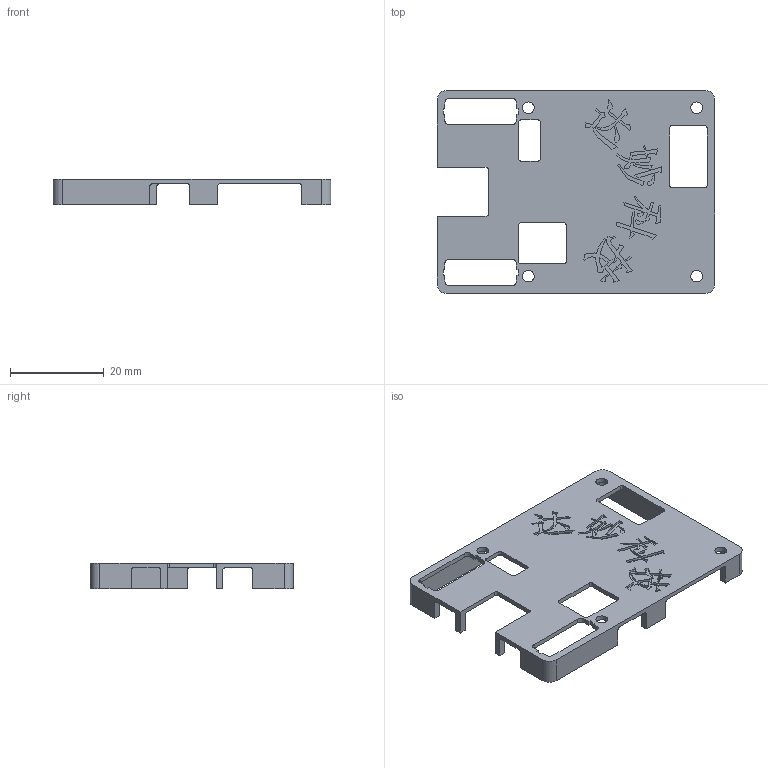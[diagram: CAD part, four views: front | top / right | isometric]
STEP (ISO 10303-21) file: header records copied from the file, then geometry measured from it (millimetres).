
FILE_DESCRIPTION (( 'STEP AP214' ), '1' );
FILE_NAME ('諷秶啣ヶ褲.STEP', '2024-12-04T16:48:10', ( '' ), ( '' ), 'SwSTEP 2.0', 'SolidWorks 2024', '' );
FILE_SCHEMA (( 'AUTOMOTIVE_DESIGN' ));
Length unit declared in the file: millimetre
Products named in the file (1): 控制板前壳
Bounding box: 59.4 x 43.4 x 5.5 mm (x, y, z)
Volume: 2663.9 mm3; surface area: 5668.8 mm2
Topology: 1 solids, 1 shells, 440 faces, 1275 edges, 850 vertices
Faces by surface type: plane 388, cylinder 52
Entity records: 14342 total; most frequent: CARTESIAN_POINT 2566, ORIENTED_EDGE 2550, DIRECTION 2261, EDGE_CURVE 1275, VECTOR 1171, LINE 1171, VERTEX_POINT 850, AXIS2_PLACEMENT_3D 545
